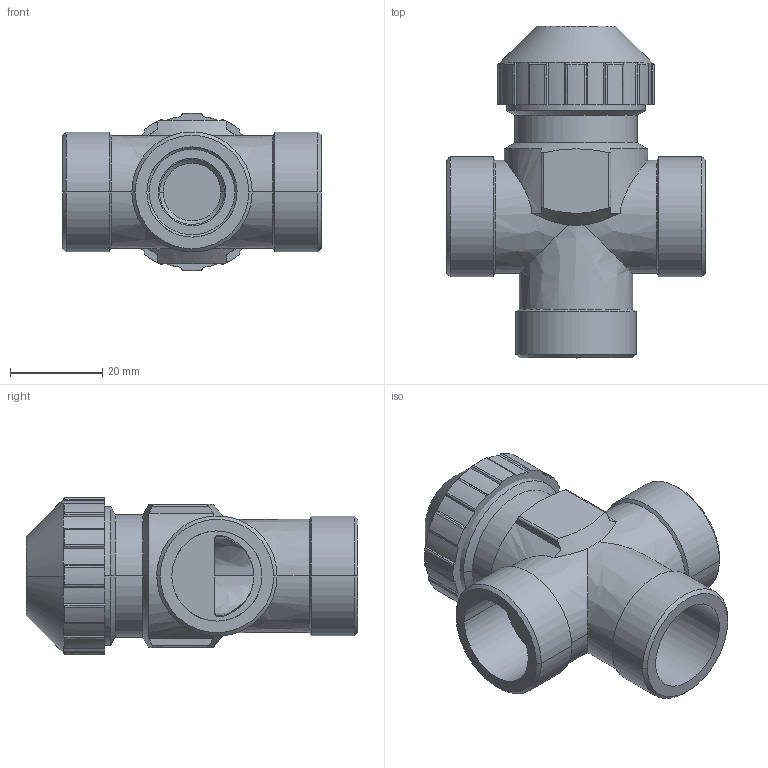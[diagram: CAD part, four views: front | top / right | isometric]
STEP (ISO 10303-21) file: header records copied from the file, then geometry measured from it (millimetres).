
FILE_DESCRIPTION (( 'STEP AP214' ), '1' );
FILE_NAME ('3-34.STEP', '2025-09-18T13:43:42', ( '微软用户' ), ( '微软中国' ), 'SwSTEP 2.0', 'SolidWorks 2021', '' );
FILE_SCHEMA (( 'AUTOMOTIVE_DESIGN' ));
Length unit declared in the file: millimetre
Products named in the file (1): 3-34
Bounding box: 56 x 71.77 x 34 mm (x, y, z)
Volume: 26102.3 mm3; surface area: 18960.5 mm2
Topology: 3 solids, 3 shells, 200 faces, 735 edges, 549 vertices
Faces by surface type: bspline 200
Entity records: 14865 total; most frequent: CARTESIAN_POINT 8777, ORIENTED_EDGE 1470, EDGE_CURVE 735, VERTEX_POINT 549, B_SPLINE_CURVE_WITH_KNOTS 387, EDGE_LOOP 214, UNCERTAINTY_MEASURE_WITH_UNIT 205, FILL_AREA_STYLE 204
